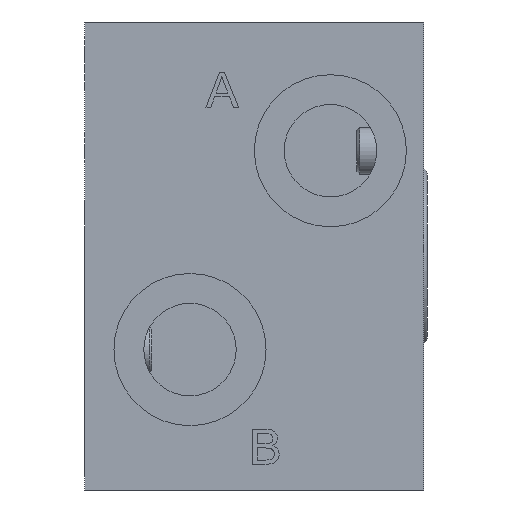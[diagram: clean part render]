
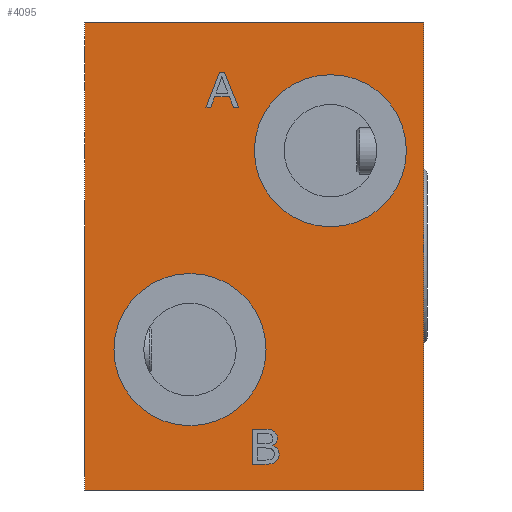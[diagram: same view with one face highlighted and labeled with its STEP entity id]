
A CAD part, front view. The second image highlights one B-rep face of the part: STEP entity #4095.
In plain terms, the highlighted planar face has unit normal (0, -1, 0).
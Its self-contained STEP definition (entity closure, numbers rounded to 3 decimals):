
#104=PLANE('',#4339);
#206=B_SPLINE_CURVE_WITH_KNOTS('',3,(#5415,#5416,#5417,#5418),
 .UNSPECIFIED.,.F.,.F.,(4,4),(0.,1.),.UNSPECIFIED.);
#207=B_SPLINE_CURVE_WITH_KNOTS('',3,(#5421,#5422,#5423,#5424),
 .UNSPECIFIED.,.F.,.F.,(4,4),(0.,1.),.UNSPECIFIED.);
#208=B_SPLINE_CURVE_WITH_KNOTS('',3,(#5426,#5427,#5428,#5429,#5430,#5431,
#5432),.UNSPECIFIED.,.F.,.F.,(4,3,4),(0.,0.495,1.),
 .UNSPECIFIED.);
#209=B_SPLINE_CURVE_WITH_KNOTS('',3,(#5434,#5435,#5436,#5437,#5438,#5439,
#5440),.UNSPECIFIED.,.F.,.F.,(4,3,4),(0.,0.431,1.),
 .UNSPECIFIED.);
#210=B_SPLINE_CURVE_WITH_KNOTS('',3,(#5448,#5449,#5450,#5451),
 .UNSPECIFIED.,.F.,.F.,(4,4),(0.,1.),.UNSPECIFIED.);
#211=B_SPLINE_CURVE_WITH_KNOTS('',3,(#5453,#5454,#5455,#5456,#5457,#5458,
#5459),.UNSPECIFIED.,.F.,.F.,(4,3,4),(0.,0.608,1.),
 .UNSPECIFIED.);
#280=LINE('',#5387,#525);
#281=LINE('',#5390,#526);
#282=LINE('',#5392,#527);
#283=LINE('',#5394,#528);
#284=LINE('',#5396,#529);
#285=LINE('',#5398,#530);
#286=LINE('',#5400,#531);
#287=LINE('',#5402,#532);
#288=LINE('',#5407,#533);
#289=LINE('',#5410,#534);
#290=LINE('',#5412,#535);
#291=LINE('',#5414,#536);
#292=LINE('',#5442,#537);
#293=LINE('',#5444,#538);
#294=LINE('',#5446,#539);
#525=VECTOR('',#4659,1000.);
#526=VECTOR('',#4660,1000.);
#527=VECTOR('',#4661,1000.);
#528=VECTOR('',#4662,1000.);
#529=VECTOR('',#4663,1000.);
#530=VECTOR('',#4664,1000.);
#531=VECTOR('',#4665,1000.);
#532=VECTOR('',#4666,1000.);
#533=VECTOR('',#4671,1000.);
#534=VECTOR('',#4672,1000.);
#535=VECTOR('',#4673,1000.);
#536=VECTOR('',#4674,1000.);
#537=VECTOR('',#4675,1000.);
#538=VECTOR('',#4676,1000.);
#539=VECTOR('',#4677,1000.);
#833=ORIENTED_EDGE('',*,*,#1617,.T.);
#834=ORIENTED_EDGE('',*,*,#1618,.T.);
#835=ORIENTED_EDGE('',*,*,#1619,.T.);
#836=ORIENTED_EDGE('',*,*,#1620,.T.);
#837=ORIENTED_EDGE('',*,*,#1621,.T.);
#838=ORIENTED_EDGE('',*,*,#1622,.T.);
#839=ORIENTED_EDGE('',*,*,#1623,.T.);
#840=ORIENTED_EDGE('',*,*,#1624,.T.);
#841=ORIENTED_EDGE('',*,*,#1625,.T.);
#842=ORIENTED_EDGE('',*,*,#1626,.T.);
#843=ORIENTED_EDGE('',*,*,#1627,.T.);
#844=ORIENTED_EDGE('',*,*,#1628,.F.);
#845=ORIENTED_EDGE('',*,*,#1629,.F.);
#846=ORIENTED_EDGE('',*,*,#1630,.T.);
#847=ORIENTED_EDGE('',*,*,#1631,.T.);
#848=ORIENTED_EDGE('',*,*,#1632,.T.);
#849=ORIENTED_EDGE('',*,*,#1633,.T.);
#850=ORIENTED_EDGE('',*,*,#1634,.T.);
#851=ORIENTED_EDGE('',*,*,#1635,.T.);
#852=ORIENTED_EDGE('',*,*,#1636,.T.);
#853=ORIENTED_EDGE('',*,*,#1637,.T.);
#854=ORIENTED_EDGE('',*,*,#1638,.T.);
#855=ORIENTED_EDGE('',*,*,#1639,.T.);
#1617=EDGE_CURVE('',#2009,#2010,#280,.T.);
#1618=EDGE_CURVE('',#2010,#2011,#281,.T.);
#1619=EDGE_CURVE('',#2011,#2012,#282,.T.);
#1620=EDGE_CURVE('',#2012,#2013,#283,.T.);
#1621=EDGE_CURVE('',#2013,#2014,#284,.T.);
#1622=EDGE_CURVE('',#2014,#2015,#285,.T.);
#1623=EDGE_CURVE('',#2015,#2016,#286,.T.);
#1624=EDGE_CURVE('',#2016,#2009,#287,.T.);
#1625=EDGE_CURVE('',#2017,#2017,#2283,.T.);
#1626=EDGE_CURVE('',#2018,#2018,#2284,.T.);
#1627=EDGE_CURVE('',#2019,#2020,#288,.T.);
#1628=EDGE_CURVE('',#2021,#2020,#289,.T.);
#1629=EDGE_CURVE('',#2022,#2021,#290,.T.);
#1630=EDGE_CURVE('',#2022,#2019,#291,.T.);
#1631=EDGE_CURVE('',#2023,#2024,#206,.T.);
#1632=EDGE_CURVE('',#2024,#2025,#207,.T.);
#1633=EDGE_CURVE('',#2025,#2026,#208,.T.);
#1634=EDGE_CURVE('',#2026,#2027,#209,.T.);
#1635=EDGE_CURVE('',#2027,#2028,#292,.T.);
#1636=EDGE_CURVE('',#2028,#2029,#293,.T.);
#1637=EDGE_CURVE('',#2029,#2030,#294,.T.);
#1638=EDGE_CURVE('',#2030,#2031,#210,.T.);
#1639=EDGE_CURVE('',#2031,#2023,#211,.T.);
#2009=VERTEX_POINT('',#5388);
#2010=VERTEX_POINT('',#5389);
#2011=VERTEX_POINT('',#5391);
#2012=VERTEX_POINT('',#5393);
#2013=VERTEX_POINT('',#5395);
#2014=VERTEX_POINT('',#5397);
#2015=VERTEX_POINT('',#5399);
#2016=VERTEX_POINT('',#5401);
#2017=VERTEX_POINT('',#5404);
#2018=VERTEX_POINT('',#5406);
#2019=VERTEX_POINT('',#5408);
#2020=VERTEX_POINT('',#5409);
#2021=VERTEX_POINT('',#5411);
#2022=VERTEX_POINT('',#5413);
#2023=VERTEX_POINT('',#5419);
#2024=VERTEX_POINT('',#5420);
#2025=VERTEX_POINT('',#5425);
#2026=VERTEX_POINT('',#5433);
#2027=VERTEX_POINT('',#5441);
#2028=VERTEX_POINT('',#5443);
#2029=VERTEX_POINT('',#5445);
#2030=VERTEX_POINT('',#5447);
#2031=VERTEX_POINT('',#5452);
#2283=CIRCLE('',#4340,13.);
#2284=CIRCLE('',#4341,13.);
#2361=EDGE_LOOP('',(#833,#834,#835,#836,#837,#838,#839,#840));
#2362=EDGE_LOOP('',(#841));
#2363=EDGE_LOOP('',(#842));
#2364=EDGE_LOOP('',(#843,#844,#845,#846));
#2365=EDGE_LOOP('',(#847,#848,#849,#850,#851,#852,#853,#854,#855));
#2639=FACE_BOUND('',#2361,.T.);
#2640=FACE_BOUND('',#2362,.T.);
#2641=FACE_BOUND('',#2363,.T.);
#2642=FACE_BOUND('',#2364,.T.);
#2643=FACE_BOUND('',#2365,.T.);
#4095=ADVANCED_FACE('',(#2639,#2640,#2641,#2642,#2643),#104,.F.);
#4339=AXIS2_PLACEMENT_3D('',#5386,#4657,#4658);
#4340=AXIS2_PLACEMENT_3D('',#5403,#4667,#4668);
#4341=AXIS2_PLACEMENT_3D('',#5405,#4669,#4670);
#4657=DIRECTION('',(0.,1.,0.));
#4658=DIRECTION('',(0.,0.,1.));
#4659=DIRECTION('',(0.378,0.,-0.926));
#4660=DIRECTION('',(-1.,0.,0.));
#4661=DIRECTION('',(-0.359,0.,0.933));
#4662=DIRECTION('',(-1.,0.,0.));
#4663=DIRECTION('',(-0.341,0.,-0.94));
#4664=DIRECTION('',(-1.,0.,0.));
#4665=DIRECTION('',(0.359,0.,0.934));
#4666=DIRECTION('',(1.,0.,0.));
#4667=DIRECTION('',(0.,1.,0.));
#4668=DIRECTION('',(0.,0.,-1.));
#4669=DIRECTION('',(0.,1.,0.));
#4670=DIRECTION('',(0.,0.,-1.));
#4671=DIRECTION('',(0.,0.,1.));
#4672=DIRECTION('',(1.,0.,0.));
#4673=DIRECTION('',(0.,0.,1.));
#4674=DIRECTION('',(1.,0.,0.));
#4675=DIRECTION('',(-1.,0.,0.));
#4676=DIRECTION('',(0.,0.,1.));
#4677=DIRECTION('',(1.,0.,0.));
#5386=CARTESIAN_POINT('',(-58.,-60.,-40.));
#5387=CARTESIAN_POINT('',(-34.117,-60.,31.391));
#5388=CARTESIAN_POINT('',(-34.117,-60.,31.391));
#5389=CARTESIAN_POINT('',(-31.669,-60.,25.391));
#5390=CARTESIAN_POINT('',(-31.669,-60.,25.391));
#5391=CARTESIAN_POINT('',(-32.565,-60.,25.391));
#5392=CARTESIAN_POINT('',(-32.565,-60.,25.391));
#5393=CARTESIAN_POINT('',(-33.269,-60.,27.217));
#5394=CARTESIAN_POINT('',(-33.269,-60.,27.217));
#5395=CARTESIAN_POINT('',(-35.775,-60.,27.217));
#5396=CARTESIAN_POINT('',(-35.775,-60.,27.217));
#5397=CARTESIAN_POINT('',(-36.437,-60.,25.391));
#5398=CARTESIAN_POINT('',(-36.437,-60.,25.391));
#5399=CARTESIAN_POINT('',(-37.277,-60.,25.391));
#5400=CARTESIAN_POINT('',(-37.277,-60.,25.391));
#5401=CARTESIAN_POINT('',(-34.973,-60.,31.391));
#5402=CARTESIAN_POINT('',(-34.973,-60.,31.391));
#5403=CARTESIAN_POINT('',(-40.,-60.,-16.));
#5404=CARTESIAN_POINT('',(-40.,-60.,-29.));
#5405=CARTESIAN_POINT('',(-16.,-60.,18.));
#5406=CARTESIAN_POINT('',(-16.,-60.,5.));
#5407=CARTESIAN_POINT('',(0.,-60.,-40.));
#5408=CARTESIAN_POINT('',(0.,-60.,-40.));
#5409=CARTESIAN_POINT('',(0.,-60.,40.));
#5410=CARTESIAN_POINT('',(-58.,-60.,40.));
#5411=CARTESIAN_POINT('',(-58.,-60.,40.));
#5412=CARTESIAN_POINT('',(-58.,-60.,-40.));
#5413=CARTESIAN_POINT('',(-58.,-60.,-40.));
#5414=CARTESIAN_POINT('',(-58.,-60.,-40.));
#5415=CARTESIAN_POINT('',(-25.266,-60.,-31.843));
#5416=CARTESIAN_POINT('',(-25.405,-60.,-32.066));
#5417=CARTESIAN_POINT('',(-25.613,-60.,-32.249));
#5418=CARTESIAN_POINT('',(-25.89,-60.,-32.394));
#5419=CARTESIAN_POINT('',(-25.266,-60.,-31.843));
#5420=CARTESIAN_POINT('',(-25.89,-60.,-32.394));
#5421=CARTESIAN_POINT('',(-25.89,-60.,-32.394));
#5422=CARTESIAN_POINT('',(-25.514,-60.,-32.509));
#5423=CARTESIAN_POINT('',(-25.232,-60.,-32.695));
#5424=CARTESIAN_POINT('',(-25.045,-60.,-32.952));
#5425=CARTESIAN_POINT('',(-25.045,-60.,-32.952));
#5426=CARTESIAN_POINT('',(-25.045,-60.,-32.952));
#5427=CARTESIAN_POINT('',(-24.859,-60.,-33.21));
#5428=CARTESIAN_POINT('',(-24.765,-60.,-33.508));
#5429=CARTESIAN_POINT('',(-24.765,-60.,-33.843));
#5430=CARTESIAN_POINT('',(-24.765,-60.,-34.179));
#5431=CARTESIAN_POINT('',(-24.85,-60.,-34.487));
#5432=CARTESIAN_POINT('',(-25.02,-60.,-34.769));
#5433=CARTESIAN_POINT('',(-25.02,-60.,-34.769));
#5434=CARTESIAN_POINT('',(-25.02,-60.,-34.769));
#5435=CARTESIAN_POINT('',(-25.189,-60.,-35.049));
#5436=CARTESIAN_POINT('',(-25.428,-60.,-35.256));
#5437=CARTESIAN_POINT('',(-25.74,-60.,-35.388));
#5438=CARTESIAN_POINT('',(-26.051,-60.,-35.52));
#5439=CARTESIAN_POINT('',(-26.472,-60.,-35.587));
#5440=CARTESIAN_POINT('',(-27.004,-60.,-35.587));
#5441=CARTESIAN_POINT('',(-27.004,-60.,-35.587));
#5442=CARTESIAN_POINT('',(-27.004,-60.,-35.587));
#5443=CARTESIAN_POINT('',(-29.3,-60.,-35.587));
#5444=CARTESIAN_POINT('',(-29.3,-60.,-35.587));
#5445=CARTESIAN_POINT('',(-29.3,-60.,-29.587));
#5446=CARTESIAN_POINT('',(-29.3,-60.,-29.587));
#5447=CARTESIAN_POINT('',(-27.049,-60.,-29.587));
#5448=CARTESIAN_POINT('',(-27.049,-60.,-29.587));
#5449=CARTESIAN_POINT('',(-26.322,-60.,-29.587));
#5450=CARTESIAN_POINT('',(-25.807,-60.,-29.744));
#5451=CARTESIAN_POINT('',(-25.509,-60.,-30.061));
#5452=CARTESIAN_POINT('',(-25.509,-60.,-30.061));
#5453=CARTESIAN_POINT('',(-25.509,-60.,-30.061));
#5454=CARTESIAN_POINT('',(-25.209,-60.,-30.377));
#5455=CARTESIAN_POINT('',(-25.061,-60.,-30.729));
#5456=CARTESIAN_POINT('',(-25.061,-60.,-31.116));
#5457=CARTESIAN_POINT('',(-25.061,-60.,-31.38));
#5458=CARTESIAN_POINT('',(-25.129,-60.,-31.621));
#5459=CARTESIAN_POINT('',(-25.266,-60.,-31.843));
